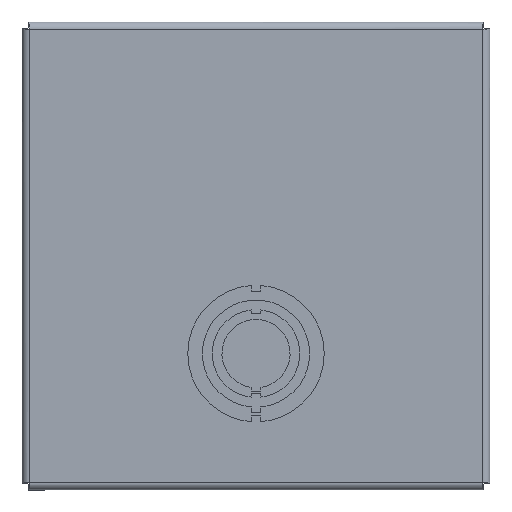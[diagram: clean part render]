
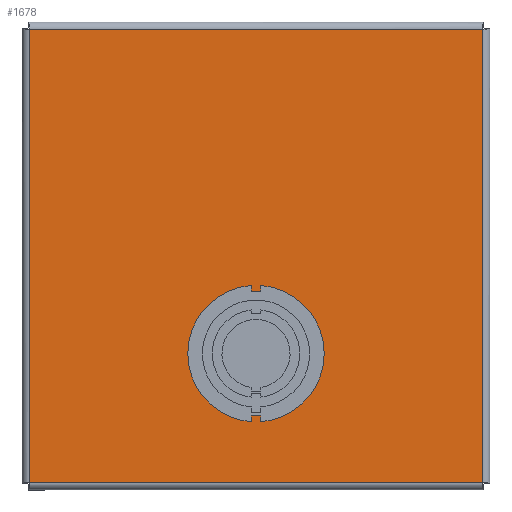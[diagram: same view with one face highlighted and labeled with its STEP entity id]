
A CAD part, top view. The second image highlights one B-rep face of the part: STEP entity #1678.
In plain terms, the highlighted planar face has unit normal (0, 0, 1).
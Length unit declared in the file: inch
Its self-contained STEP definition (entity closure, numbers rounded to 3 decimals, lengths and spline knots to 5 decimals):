
#65=FACE_BOUND('',#327,.T.);
#71=CIRCLE('',#1725,0.875);
#78=CIRCLE('',#1739,0.875);
#198=FACE_OUTER_BOUND('',#326,.T.);
#326=EDGE_LOOP('',(#1342,#1343,#1344,#1345));
#327=EDGE_LOOP('',(#1346,#1347,#1348,#1349,#1350,#1351,#1352,#1353));
#379=LINE('',#2305,#550);
#383=LINE('',#2313,#554);
#387=LINE('',#2325,#558);
#390=LINE('',#2331,#561);
#405=LINE('',#2371,#576);
#409=LINE('',#2382,#580);
#434=LINE('',#2513,#605);
#449=LINE('',#2621,#620);
#464=LINE('',#2729,#635);
#478=LINE('',#2834,#649);
#550=VECTOR('',#1866,0.125);
#554=VECTOR('',#1872,0.074);
#558=VECTOR('',#1884,0.074);
#561=VECTOR('',#1889,0.125);
#576=VECTOR('',#1922,0.074);
#580=VECTOR('',#1934,0.074);
#605=VECTOR('',#1993,5.8135);
#620=VECTOR('',#2030,5.8135);
#635=VECTOR('',#2067,5.8135);
#649=VECTOR('',#2103,5.8135);
#720=VERTEX_POINT('',#2303);
#721=VERTEX_POINT('',#2304);
#724=VERTEX_POINT('',#2312);
#726=VERTEX_POINT('',#2318);
#728=VERTEX_POINT('',#2324);
#730=VERTEX_POINT('',#2330);
#746=VERTEX_POINT('',#2370);
#748=VERTEX_POINT('',#2376);
#767=VERTEX_POINT('',#2466);
#768=VERTEX_POINT('',#2495);
#782=VERTEX_POINT('',#2576);
#796=VERTEX_POINT('',#2711);
#861=EDGE_CURVE('',#720,#721,#379,.T.);
#865=EDGE_CURVE('',#724,#720,#383,.T.);
#868=EDGE_CURVE('',#726,#724,#71,.T.);
#871=EDGE_CURVE('',#728,#726,#387,.T.);
#874=EDGE_CURVE('',#730,#728,#390,.T.);
#894=EDGE_CURVE('',#721,#746,#405,.T.);
#897=EDGE_CURVE('',#746,#748,#78,.T.);
#900=EDGE_CURVE('',#748,#730,#409,.T.);
#934=EDGE_CURVE('',#768,#767,#434,.T.);
#957=EDGE_CURVE('',#767,#782,#449,.T.);
#980=EDGE_CURVE('',#796,#768,#464,.T.);
#1002=EDGE_CURVE('',#782,#796,#478,.T.);
#1342=ORIENTED_EDGE('',*,*,#1002,.T.);
#1343=ORIENTED_EDGE('',*,*,#980,.T.);
#1344=ORIENTED_EDGE('',*,*,#934,.T.);
#1345=ORIENTED_EDGE('',*,*,#957,.T.);
#1346=ORIENTED_EDGE('',*,*,#897,.T.);
#1347=ORIENTED_EDGE('',*,*,#900,.T.);
#1348=ORIENTED_EDGE('',*,*,#874,.T.);
#1349=ORIENTED_EDGE('',*,*,#871,.T.);
#1350=ORIENTED_EDGE('',*,*,#868,.T.);
#1351=ORIENTED_EDGE('',*,*,#865,.T.);
#1352=ORIENTED_EDGE('',*,*,#861,.T.);
#1353=ORIENTED_EDGE('',*,*,#894,.T.);
#1584=PLANE('',#1800);
#1678=ADVANCED_FACE('',(#198,#65),#1584,.T.);
#1725=AXIS2_PLACEMENT_3D('',#2319,#1877,#1878);
#1739=AXIS2_PLACEMENT_3D('',#2377,#1927,#1928);
#1800=AXIS2_PLACEMENT_3D('',#2843,#2120,#2121);
#1866=DIRECTION('',(1.,0.,0.));
#1872=DIRECTION('',(0.,-1.,0.));
#1877=DIRECTION('center_axis',(0.,0.,-1.));
#1878=DIRECTION('ref_axis',(0.071,-0.997,0.));
#1884=DIRECTION('',(0.,-1.,0.));
#1889=DIRECTION('',(-1.,0.,0.));
#1922=DIRECTION('',(0.,1.,0.));
#1927=DIRECTION('center_axis',(0.,0.,-1.));
#1928=DIRECTION('ref_axis',(-0.071,0.997,0.));
#1934=DIRECTION('',(0.,1.,0.));
#1993=DIRECTION('',(-1.,0.,0.));
#2030=DIRECTION('',(0.,-1.,0.));
#2067=DIRECTION('',(0.,1.,0.));
#2103=DIRECTION('',(1.,0.,0.));
#2120=DIRECTION('center_axis',(0.,0.,1.));
#2121=DIRECTION('ref_axis',(1.,0.,0.));
#2303=CARTESIAN_POINT('',(-0.06254,-0.45324,0.062));
#2304=CARTESIAN_POINT('',(0.06246,-0.45323,0.062));
#2305=CARTESIAN_POINT('',(0.03124,-0.45323,0.062));
#2312=CARTESIAN_POINT('',(-0.06254,-0.37924,0.062));
#2313=CARTESIAN_POINT('',(-0.06254,-0.22662,0.062));
#2318=CARTESIAN_POINT('',(-0.06246,-2.12477,0.062));
#2319=CARTESIAN_POINT('Origin',(0.,-1.252,0.062));
#2324=CARTESIAN_POINT('',(-0.06246,-2.05077,0.062));
#2325=CARTESIAN_POINT('',(-0.06246,-1.06238,0.062));
#2330=CARTESIAN_POINT('',(0.06254,-2.05076,0.062));
#2331=CARTESIAN_POINT('',(-0.03118,-2.05077,0.062));
#2370=CARTESIAN_POINT('',(0.06246,-0.37923,0.062));
#2371=CARTESIAN_POINT('',(0.06246,-0.18962,0.062));
#2376=CARTESIAN_POINT('',(0.06254,-2.12476,0.062));
#2377=CARTESIAN_POINT('Origin',(0.,-1.252,0.062));
#2382=CARTESIAN_POINT('',(0.06254,-1.02538,0.062));
#2466=CARTESIAN_POINT('',(-2.90675,2.90675,0.062));
#2495=CARTESIAN_POINT('',(2.90675,2.90675,0.062));
#2513=CARTESIAN_POINT('',(1.45338,2.90675,0.062));
#2576=CARTESIAN_POINT('',(-2.90675,-2.90675,0.062));
#2621=CARTESIAN_POINT('',(-2.90675,1.45338,0.062));
#2711=CARTESIAN_POINT('',(2.90675,-2.90675,0.062));
#2729=CARTESIAN_POINT('',(2.90675,-1.45338,0.062));
#2834=CARTESIAN_POINT('',(-1.45338,-2.90675,0.062));
#2843=CARTESIAN_POINT('Origin',(0.,0.,
0.062));
